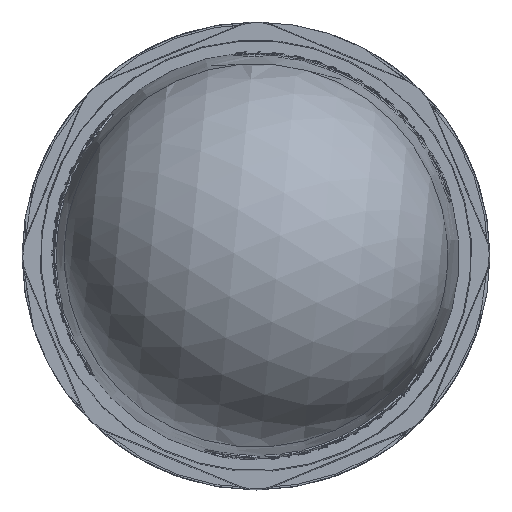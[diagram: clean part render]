
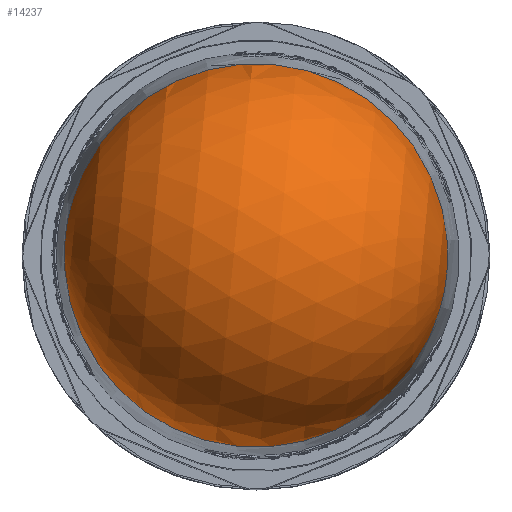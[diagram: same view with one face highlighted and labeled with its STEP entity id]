
A CAD part, top view. The second image highlights one B-rep face of the part: STEP entity #14237.
In plain terms, the highlighted spherical face has radius 11.8 mm.
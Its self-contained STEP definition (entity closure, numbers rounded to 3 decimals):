
#297=SPHERICAL_SURFACE('',#15215,11.8);
#1081=FACE_OUTER_BOUND('',#1915,.T.);
#1915=EDGE_LOOP('',(#9517,#9518));
#4923=CIRCLE('',#15216,11.771);
#4924=CIRCLE('',#15217,11.771);
#5520=VERTEX_POINT('',#21585);
#5521=VERTEX_POINT('',#21586);
#7087=EDGE_CURVE('',#5520,#5521,#4923,.T.);
#7088=EDGE_CURVE('',#5521,#5520,#4924,.T.);
#9517=ORIENTED_EDGE('',*,*,#7087,.F.);
#9518=ORIENTED_EDGE('',*,*,#7088,.F.);
#14237=ADVANCED_FACE('',(#1081),#297,.T.);
#15215=AXIS2_PLACEMENT_3D('',#21584,#17187,#17188);
#15216=AXIS2_PLACEMENT_3D('',#21587,#17189,#17190);
#15217=AXIS2_PLACEMENT_3D('',#21588,#17191,#17192);
#17187=DIRECTION('center_axis',(-0.995,0.097,0.));
#17188=DIRECTION('ref_axis',(0.,0.001,1.));
#17189=DIRECTION('center_axis',(0.,0.,
-1.));
#17190=DIRECTION('ref_axis',(-0.097,-0.995,0.));
#17191=DIRECTION('center_axis',(0.,0.,
-1.));
#17192=DIRECTION('ref_axis',(-0.097,-0.995,0.));
#21584=CARTESIAN_POINT('Origin',(-0.85,0.175,14.73));
#21585=CARTESIAN_POINT('',(-1.99,-11.541,15.553));
#21586=CARTESIAN_POINT('',(0.29,11.891,15.553));
#21587=CARTESIAN_POINT('Origin',(-0.85,0.175,15.553));
#21588=CARTESIAN_POINT('Origin',(-0.85,0.175,15.553));
